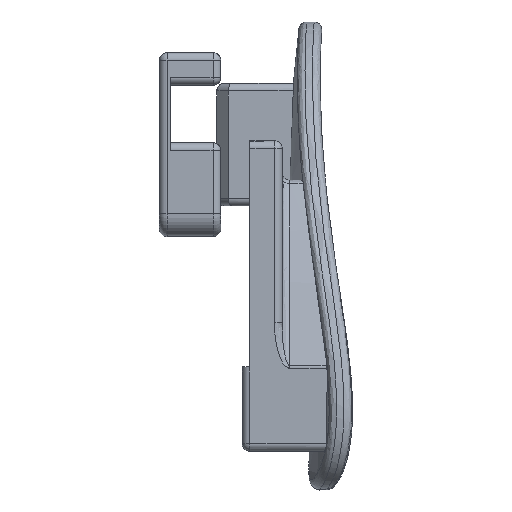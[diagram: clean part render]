
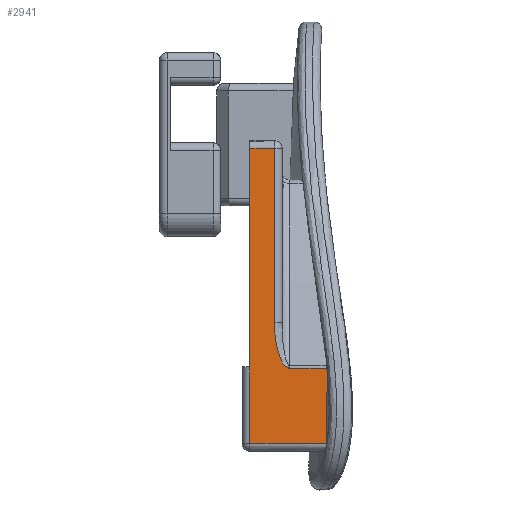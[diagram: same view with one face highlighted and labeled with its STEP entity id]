
A CAD part, left-side view. The second image highlights one B-rep face of the part: STEP entity #2941.
In plain terms, the highlighted planar face has unit normal (-1, 0, 0).
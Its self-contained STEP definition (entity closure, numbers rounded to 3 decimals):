
#45=PLANE('',#3150);
#245=LINE('',#9119,#454);
#248=LINE('',#9130,#457);
#253=LINE('',#9280,#462);
#273=LINE('',#9380,#482);
#276=LINE('',#9386,#485);
#454=VECTOR('',#3464,10.);
#457=VECTOR('',#3475,10.);
#462=VECTOR('',#3488,10.);
#482=VECTOR('',#3544,10.);
#485=VECTOR('',#3551,10.);
#710=FACE_OUTER_BOUND('',#912,.T.);
#912=EDGE_LOOP('',(#2336,#2337,#2338,#2339,#2340,#2341,#2342,#2343,#2344,
#2345));
#1201=B_SPLINE_CURVE_WITH_KNOTS('',3,(#9080,#9081,#9082,#9083,#9084),
 .UNSPECIFIED.,.F.,.F.,(4,1,4),(-0.136,-0.095,
-0.05),.UNSPECIFIED.);
#1202=B_SPLINE_CURVE_WITH_KNOTS('',3,(#9086,#9087,#9088,#9089,#9090),
 .UNSPECIFIED.,.F.,.F.,(4,1,4),(-0.05,-0.047,
0.),.UNSPECIFIED.);
#1204=B_SPLINE_CURVE_WITH_KNOTS('',3,(#9104,#9105,#9106,#9107,#9108,#9109),
 .UNSPECIFIED.,.F.,.F.,(4,1,1,4),(-0.662,-0.284,
-0.189,-0.136),.UNSPECIFIED.);
#1207=B_SPLINE_CURVE_WITH_KNOTS('',3,(#9171,#9172,#9173,#9174),
 .UNSPECIFIED.,.F.,.F.,(4,4),(0.1,0.589),.UNSPECIFIED.);
#1216=B_SPLINE_CURVE_WITH_KNOTS('',3,(#9461,#9462,#9463,#9464),
 .UNSPECIFIED.,.F.,.F.,(4,4),(-1.064,-0.15),
 .UNSPECIFIED.);
#1316=VERTEX_POINT('',#9078);
#1317=VERTEX_POINT('',#9079);
#1318=VERTEX_POINT('',#9085);
#1321=VERTEX_POINT('',#9102);
#1322=VERTEX_POINT('',#9111);
#1328=VERTEX_POINT('',#9128);
#1331=VERTEX_POINT('',#9152);
#1339=VERTEX_POINT('',#9278);
#1357=VERTEX_POINT('',#9346);
#1359=VERTEX_POINT('',#9351);
#1635=EDGE_CURVE('',#1316,#1317,#1201,.T.);
#1636=EDGE_CURVE('',#1317,#1318,#1202,.T.);
#1640=EDGE_CURVE('',#1321,#1316,#1204,.T.);
#1645=EDGE_CURVE('',#1322,#1321,#245,.T.);
#1650=EDGE_CURVE('',#1328,#1322,#248,.T.);
#1656=EDGE_CURVE('',#1318,#1331,#1207,.T.);
#1666=EDGE_CURVE('',#1339,#1328,#253,.T.);
#1695=EDGE_CURVE('',#1359,#1357,#273,.T.);
#1699=EDGE_CURVE('',#1357,#1339,#276,.T.);
#1724=EDGE_CURVE('',#1331,#1359,#1216,.T.);
#2336=ORIENTED_EDGE('',*,*,#1650,.F.);
#2337=ORIENTED_EDGE('',*,*,#1666,.F.);
#2338=ORIENTED_EDGE('',*,*,#1699,.F.);
#2339=ORIENTED_EDGE('',*,*,#1695,.F.);
#2340=ORIENTED_EDGE('',*,*,#1724,.F.);
#2341=ORIENTED_EDGE('',*,*,#1656,.F.);
#2342=ORIENTED_EDGE('',*,*,#1636,.F.);
#2343=ORIENTED_EDGE('',*,*,#1635,.F.);
#2344=ORIENTED_EDGE('',*,*,#1640,.F.);
#2345=ORIENTED_EDGE('',*,*,#1645,.F.);
#2941=ADVANCED_FACE('',(#710),#45,.T.);
#3150=AXIS2_PLACEMENT_3D('',#9460,#3593,#3594);
#3464=DIRECTION('',(0.,0.,-1.));
#3475=DIRECTION('',(0.,-1.,0.));
#3488=DIRECTION('',(0.,0.,1.));
#3544=DIRECTION('',(0.,1.,0.));
#3551=DIRECTION('',(0.,0.,1.));
#3593=DIRECTION('center_axis',(-1.,0.,0.));
#3594=DIRECTION('ref_axis',(0.,0.,1.));
#9078=CARTESIAN_POINT('',(-36.403,12.,18.666));
#9079=CARTESIAN_POINT('',(-36.403,11.458,18.004));
#9080=CARTESIAN_POINT('Ctrl Pts',(-36.403,12.,18.666));
#9081=CARTESIAN_POINT('Ctrl Pts',(-36.403,11.932,18.547));
#9082=CARTESIAN_POINT('Ctrl Pts',(-36.403,11.776,18.306));
#9083=CARTESIAN_POINT('Ctrl Pts',(-36.403,11.58,18.093));
#9084=CARTESIAN_POINT('Ctrl Pts',(-36.403,11.458,18.004));
#9085=CARTESIAN_POINT('',(-36.403,11.,17.839));
#9086=CARTESIAN_POINT('Ctrl Pts',(-36.403,11.458,18.004));
#9087=CARTESIAN_POINT('Ctrl Pts',(-36.403,11.452,18.));
#9088=CARTESIAN_POINT('Ctrl Pts',(-36.403,11.317,17.905));
#9089=CARTESIAN_POINT('Ctrl Pts',(-36.403,11.158,17.839));
#9090=CARTESIAN_POINT('Ctrl Pts',(-36.403,11.,17.839));
#9102=CARTESIAN_POINT('',(-36.403,13.,23.787));
#9104=CARTESIAN_POINT('Ctrl Pts',(-36.403,13.,23.787));
#9105=CARTESIAN_POINT('Ctrl Pts',(-36.403,13.,22.525));
#9106=CARTESIAN_POINT('Ctrl Pts',(-36.403,12.842,20.941));
#9107=CARTESIAN_POINT('Ctrl Pts',(-36.403,12.299,19.27));
#9108=CARTESIAN_POINT('Ctrl Pts',(-36.403,12.088,18.821));
#9109=CARTESIAN_POINT('Ctrl Pts',(-36.403,12.,18.666));
#9111=CARTESIAN_POINT('',(-36.403,13.,46.504));
#9119=CARTESIAN_POINT('',(-36.403,13.,17.129));
#9128=CARTESIAN_POINT('',(-36.403,16.2,46.504));
#9130=CARTESIAN_POINT('',(-36.403,12.,46.504));
#9152=CARTESIAN_POINT('',(-36.403,6.108,17.839));
#9171=CARTESIAN_POINT('Ctrl Pts',(-36.403,11.,17.839));
#9172=CARTESIAN_POINT('Ctrl Pts',(-36.403,9.369,17.839));
#9173=CARTESIAN_POINT('Ctrl Pts',(-36.403,7.739,17.839));
#9174=CARTESIAN_POINT('Ctrl Pts',(-36.403,6.108,17.839));
#9278=CARTESIAN_POINT('',(-36.403,16.2,18.004));
#9280=CARTESIAN_POINT('',(-36.403,16.2,17.129));
#9346=CARTESIAN_POINT('',(-36.403,16.2,8.004));
#9351=CARTESIAN_POINT('',(-36.403,6.208,8.004));
#9380=CARTESIAN_POINT('',(-36.403,12.,8.004));
#9386=CARTESIAN_POINT('',(-36.403,16.2,9.754));
#9460=CARTESIAN_POINT('Origin',(-36.403,12.,7.004));
#9461=CARTESIAN_POINT('Ctrl Pts',(-36.403,6.108,17.839));
#9462=CARTESIAN_POINT('Ctrl Pts',(-36.403,5.96,14.373));
#9463=CARTESIAN_POINT('Ctrl Pts',(-36.403,5.935,11.093));
#9464=CARTESIAN_POINT('Ctrl Pts',(-36.403,6.208,8.004));
